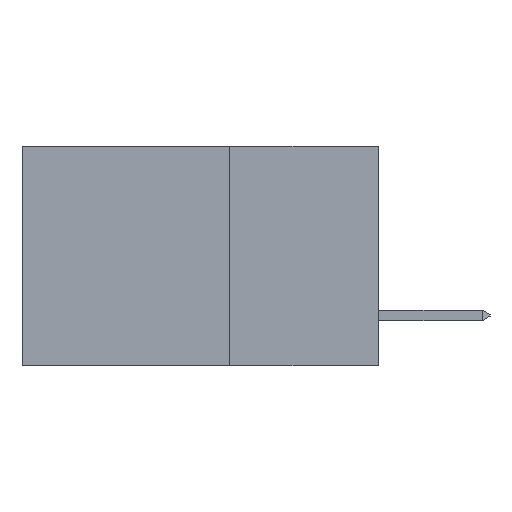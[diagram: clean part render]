
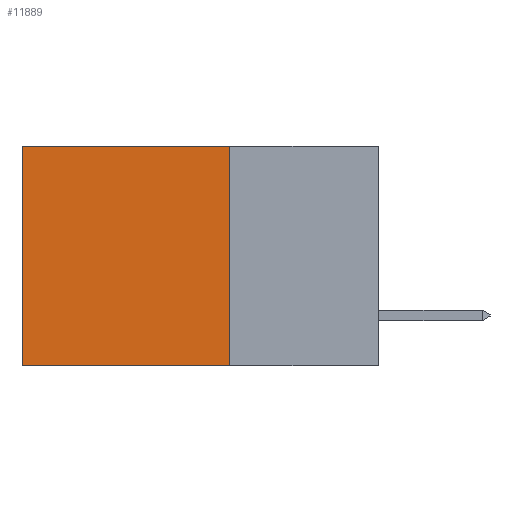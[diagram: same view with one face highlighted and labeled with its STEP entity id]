
A CAD part, left-side view. The second image highlights one B-rep face of the part: STEP entity #11889.
In plain terms, the highlighted planar face has unit normal (-1, 0, 0).
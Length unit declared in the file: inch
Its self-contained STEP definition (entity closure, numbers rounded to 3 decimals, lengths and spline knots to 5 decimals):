
#895 = DIRECTION ( 'NONE',  ( 0., 0., -1. ) ) ;
#1195 = VERTEX_POINT ( 'NONE', #4130 ) ;
#1413 = ORIENTED_EDGE ( 'NONE', *, *, #9171, .F. ) ;
#1753 = FACE_OUTER_BOUND ( 'NONE', #2222, .T. ) ;
#1788 = VECTOR ( 'NONE', #10054, 39.37008 ) ;
#2222 = EDGE_LOOP ( 'NONE', ( #16730, #14376, #1413, #9261 ) ) ;
#3111 = DIRECTION ( 'NONE',  ( 0., 0., -1. ) ) ;
#4130 = CARTESIAN_POINT ( 'NONE',  ( 0.2615, 0.25, 0. ) ) ;
#4482 = LINE ( 'NONE', #16229, #7990 ) ;
#5970 = VECTOR ( 'NONE', #14414, 39.37008 ) ;
#6890 = EDGE_CURVE ( 'NONE', #12298, #13216, #4482, .T. ) ;
#7257 = EDGE_CURVE ( 'NONE', #1195, #15733, #8831, .T. ) ;
#7477 = PLANE ( 'NONE',  #9918 ) ;
#7990 = VECTOR ( 'NONE', #16441, 39.37008 ) ;
#8815 = DIRECTION ( 'NONE',  ( 1., 0., 0. ) ) ;
#8831 = LINE ( 'NONE', #10159, #1788 ) ;
#9171 = EDGE_CURVE ( 'NONE', #1195, #12298, #10364, .T. ) ;
#9261 = ORIENTED_EDGE ( 'NONE', *, *, #7257, .T. ) ;
#9632 = EDGE_CURVE ( 'NONE', #15733, #13216, #16463, .T. ) ;
#9918 = AXIS2_PLACEMENT_3D ( 'NONE', #16702, #8815, #895 ) ;
#10054 = DIRECTION ( 'NONE',  ( 0., 1., 0. ) ) ;
#10159 = CARTESIAN_POINT ( 'NONE',  ( 0.2615, 0.25, 0. ) ) ;
#10364 = LINE ( 'NONE', #11574, #16882 ) ;
#11574 = CARTESIAN_POINT ( 'NONE',  ( 0.2615, 0.25, -0.37 ) ) ;
#11889 = ADVANCED_FACE ( 'NONE', ( #1753 ), #7477, .F. ) ;
#12155 = CARTESIAN_POINT ( 'NONE',  ( 0.2615, 0.6, 0. ) ) ;
#12298 = VERTEX_POINT ( 'NONE', #13741 ) ;
#13216 = VERTEX_POINT ( 'NONE', #16772 ) ;
#13741 = CARTESIAN_POINT ( 'NONE',  ( 0.2615, 0.25, -0.37 ) ) ;
#14376 = ORIENTED_EDGE ( 'NONE', *, *, #6890, .F. ) ;
#14414 = DIRECTION ( 'NONE',  ( 0., 0., -1. ) ) ;
#14432 = CARTESIAN_POINT ( 'NONE',  ( 0.2615, 0.6, -0.37 ) ) ;
#15733 = VERTEX_POINT ( 'NONE', #12155 ) ;
#16229 = CARTESIAN_POINT ( 'NONE',  ( 0.2615, 0.25, -0.37 ) ) ;
#16441 = DIRECTION ( 'NONE',  ( 0., 1., 0. ) ) ;
#16463 = LINE ( 'NONE', #14432, #5970 ) ;
#16702 = CARTESIAN_POINT ( 'NONE',  ( 0.2615, 0.25, -0.37 ) ) ;
#16730 = ORIENTED_EDGE ( 'NONE', *, *, #9632, .T. ) ;
#16772 = CARTESIAN_POINT ( 'NONE',  ( 0.2615, 0.6, -0.37 ) ) ;
#16882 = VECTOR ( 'NONE', #3111, 39.37008 ) ;
